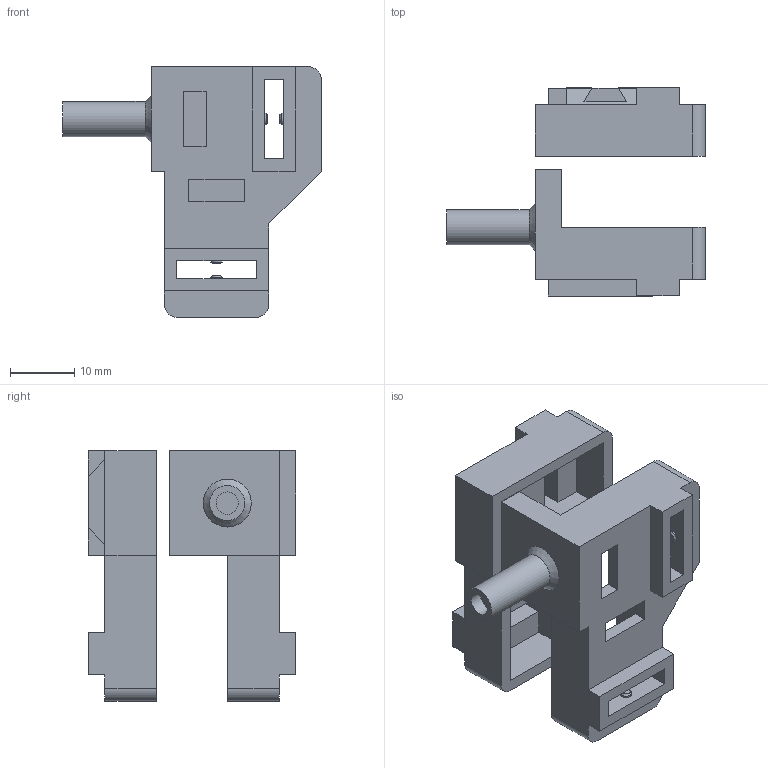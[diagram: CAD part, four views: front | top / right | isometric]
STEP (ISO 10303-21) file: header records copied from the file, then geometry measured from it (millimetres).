
FILE_DESCRIPTION(/* description */ (''),/* implementation_level */ '2;1');
FILE_NAME(/* name */ 'bracket_SG90 v3.step',/* time_stamp */ '2022-07-23T22:01:33+09:00',/* author */ (''),/* organization */ (''),/* preprocessor_version */ 'ST-DEVELOPER v19',/* originating_system */ 'Autodesk Translation Framework v11.7.0.108',/* authorisation */ '');
FILE_SCHEMA (('AUTOMOTIVE_DESIGN { 1 0 10303 214 3 1 1 }'));
Length unit declared in the file: millimetre
Products named in the file (1): bracket_SG90
Bounding box: 40.36 x 32.4 x 39.05 mm (x, y, z)
Volume: 7334.5 mm3; surface area: 8051.1 mm2
Topology: 2 solids, 2 shells, 134 faces, 358 edges, 235 vertices
Faces by surface type: plane 105, cylinder 20, cone 9
Full cylindrical faces by diameter (mm): 1.8 x8, 3.48 x1, 5.48 x1
Entity records: 4181 total; most frequent: CARTESIAN_POINT 728, ORIENTED_EDGE 716, DIRECTION 679, EDGE_CURVE 358, LINE 307, VECTOR 307, VERTEX_POINT 235, AXIS2_PLACEMENT_3D 186
